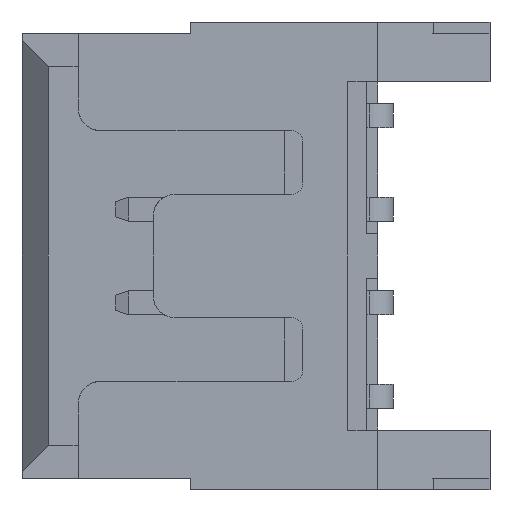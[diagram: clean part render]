
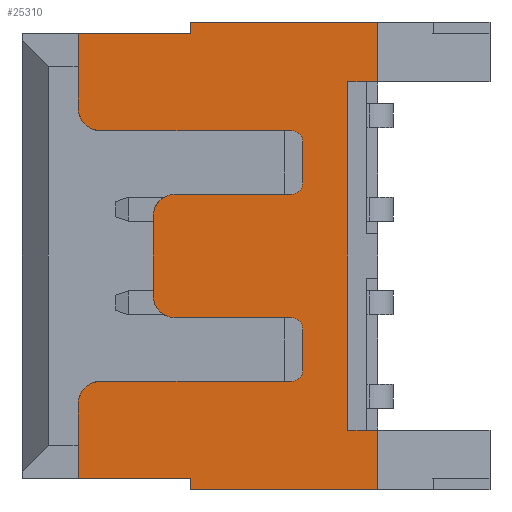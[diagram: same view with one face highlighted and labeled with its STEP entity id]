
A CAD part, left-side view. The second image highlights one B-rep face of the part: STEP entity #25310.
In plain terms, the highlighted planar face has unit normal (-1, 0, 0).
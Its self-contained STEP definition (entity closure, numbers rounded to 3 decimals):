
#360=CARTESIAN_POINT('',(0.,16.,-27.6));
#370=VERTEX_POINT('',#360);
#400=CARTESIAN_POINT('',(0.,0.,-27.6));
#410=DIRECTION('',(0.,1.,-0.));
#420=VECTOR('',#410,1.);
#430=LINE('',#400,#420);
#440=CARTESIAN_POINT('',(0.,19.,-27.6));
#450=VERTEX_POINT('',#440);
#460=EDGE_CURVE('',#370,#450,#430,.T.);
#1680=CARTESIAN_POINT('',(0.,11.,-27.3));
#1690=VERTEX_POINT('',#1680);
#1860=CARTESIAN_POINT('',(0.,11.,-28.9));
#1870=VERTEX_POINT('',#1860);
#1900=CARTESIAN_POINT('',(0.,11.,0.));
#1910=DIRECTION('',(-0.,0.,-1.));
#1920=VECTOR('',#1910,1.);
#1930=LINE('',#1900,#1920);
#1940=EDGE_CURVE('',#1690,#1870,#1930,.T.);
#3150=CARTESIAN_POINT('',(0.,18.4,-29.6));
#3160=DIRECTION('',(-1.,0.,0.));
#3170=DIRECTION('',(0.,1.,0.));
#3180=AXIS2_PLACEMENT_3D('',#3150,#3160,#3170);
#3190=CIRCLE('',#3180,0.6);
#3200=CARTESIAN_POINT('',(0.,19.,-29.6));
#3210=VERTEX_POINT('',#3200);
#3220=CARTESIAN_POINT('',(0.,18.4,-30.2));
#3230=VERTEX_POINT('',#3220);
#3240=EDGE_CURVE('',#3210,#3230,#3190,.T.);
#5060=CARTESIAN_POINT('',(0.,0.,-27.3));
#5070=DIRECTION('',(0.,1.,-0.));
#5080=VECTOR('',#5070,1.);
#5090=LINE('',#5060,#5080);
#5100=CARTESIAN_POINT('',(0.,16.,-27.3));
#5110=VERTEX_POINT('',#5100);
#5120=EDGE_CURVE('',#1690,#5110,#5090,.T.);
#7270=CARTESIAN_POINT('',(0.,19.,0.));
#7280=DIRECTION('',(-0.,-0.,-1.));
#7290=VECTOR('',#7280,1.);
#7300=LINE('',#7270,#7290);
#7310=EDGE_CURVE('',#450,#3210,#7300,.T.);
#8210=CARTESIAN_POINT('',(0.,0.,-30.2));
#8220=DIRECTION('',(-0.,-1.,-0.));
#8230=VECTOR('',#8220,1.);
#8240=LINE('',#8210,#8230);
#8250=CARTESIAN_POINT('',(0.,13.3,-30.2));
#8260=VERTEX_POINT('',#8250);
#8270=EDGE_CURVE('',#3230,#8260,#8240,.T.);
#9330=CARTESIAN_POINT('',(0.,16.,0.));
#9340=DIRECTION('',(-0.,-0.,-1.));
#9350=VECTOR('',#9340,1.);
#9360=LINE('',#9330,#9350);
#9370=EDGE_CURVE('',#5110,#370,#9360,.T.);
#11060=CARTESIAN_POINT('',(0.,11.8,-28.9));
#11070=VERTEX_POINT('',#11060);
#11100=CARTESIAN_POINT('',(0.,0.,-28.9));
#11110=DIRECTION('',(-0.,-1.,-0.));
#11120=VECTOR('',#11110,1.);
#11130=LINE('',#11100,#11120);
#11140=EDGE_CURVE('',#11070,#1870,#11130,.T.);
#23250=CARTESIAN_POINT('',(0.,13.,0.));
#23260=DIRECTION('',(-0.,-0.,-1.));
#23270=VECTOR('',#23260,1.);
#23280=LINE('',#23250,#23270);
#23290=CARTESIAN_POINT('',(0.,13.,-35.5));
#23300=VERTEX_POINT('',#23290);
#23310=CARTESIAN_POINT('',(0.,13.,-36.6));
#23320=VERTEX_POINT('',#23310);
#23330=EDGE_CURVE('',#23300,#23320,#23280,.T.);
#23600=CARTESIAN_POINT('',(0.,19.2,-26.987
));
#23610=DIRECTION('',(-1.,0.,0.));
#23620=DIRECTION('',(0.,1.,0.));
#23630=AXIS2_PLACEMENT_3D('',#23600,#23610,#23620);
#23640=PLANE('',#23630);
#23650=CARTESIAN_POINT('',(0.,13.3,-31.6));
#23660=DIRECTION('',(1.,0.,0.));
#23670=DIRECTION('',(0.,-1.,0.));
#23680=AXIS2_PLACEMENT_3D('',#23650,#23660,#23670);
#23690=CIRCLE('',#23680,0.3);
#23700=CARTESIAN_POINT('',(0.,13.,-31.6));
#23710=VERTEX_POINT('',#23700);
#23720=CARTESIAN_POINT('',(0.,13.3,-31.9));
#23730=VERTEX_POINT('',#23720);
#23740=EDGE_CURVE('',#23710,#23730,#23690,.T.);
#23750=ORIENTED_EDGE('',*,*,#23740,.T.);
#23760=CARTESIAN_POINT('',(0.,13.,0.));
#23770=DIRECTION('',(0.,0.,-1.));
#23780=VECTOR('',#23770,1.);
#23790=LINE('',#23760,#23780);
#23800=CARTESIAN_POINT('',(0.,13.,-30.5));
#23810=VERTEX_POINT('',#23800);
#23820=EDGE_CURVE('',#23810,#23710,#23790,.T.);
#23830=ORIENTED_EDGE('',*,*,#23820,.T.);
#23840=CARTESIAN_POINT('',(0.,13.3,-30.5));
#23850=DIRECTION('',(-1.,0.,0.));
#23860=DIRECTION('',(0.,1.,0.));
#23870=AXIS2_PLACEMENT_3D('',#23840,#23850,#23860);
#23880=CIRCLE('',#23870,0.3);
#23890=EDGE_CURVE('',#23810,#8260,#23880,.T.);
#23900=ORIENTED_EDGE('',*,*,#23890,.F.);
#23910=ORIENTED_EDGE('',*,*,#8270,.T.);
#23920=ORIENTED_EDGE('',*,*,#3240,.T.);
#23930=ORIENTED_EDGE('',*,*,#7310,.T.);
#23940=ORIENTED_EDGE('',*,*,#460,.T.);
#23950=ORIENTED_EDGE('',*,*,#9370,.T.);
#23960=ORIENTED_EDGE('',*,*,#5120,.T.);
#23970=ORIENTED_EDGE('',*,*,#1940,.F.);
#23980=ORIENTED_EDGE('',*,*,#11140,.T.);
#23990=CARTESIAN_POINT('',(0.,11.8,0.));
#24000=DIRECTION('',(0.,0.,1.));
#24010=VECTOR('',#24000,1.);
#24020=LINE('',#23990,#24010);
#24030=CARTESIAN_POINT('',(0.,11.8,-38.2));
#24040=VERTEX_POINT('',#24030);
#24050=EDGE_CURVE('',#24040,#11070,#24020,.T.);
#24060=ORIENTED_EDGE('',*,*,#24050,.T.);
#24070=CARTESIAN_POINT('',(0.,0.,-38.2));
#24080=DIRECTION('',(0.,1.,-0.));
#24090=VECTOR('',#24080,1.);
#24100=LINE('',#24070,#24090);
#24110=CARTESIAN_POINT('',(0.,11.,-38.2));
#24120=VERTEX_POINT('',#24110);
#24130=EDGE_CURVE('',#24120,#24040,#24100,.T.);
#24140=ORIENTED_EDGE('',*,*,#24130,.T.);
#24150=CARTESIAN_POINT('',(0.,11.,0.));
#24160=DIRECTION('',(-0.,-0.,-1.));
#24170=VECTOR('',#24160,1.);
#24180=LINE('',#24150,#24170);
#24190=CARTESIAN_POINT('',(0.,11.,-39.8));
#24200=VERTEX_POINT('',#24190);
#24210=EDGE_CURVE('',#24120,#24200,#24180,.T.);
#24220=ORIENTED_EDGE('',*,*,#24210,.F.);
#24230=CARTESIAN_POINT('',(0.,0.,-39.8));
#24240=DIRECTION('',(0.,-1.,-0.));
#24250=VECTOR('',#24240,1.);
#24260=LINE('',#24230,#24250);
#24270=CARTESIAN_POINT('',(0.,16.,-39.8));
#24280=VERTEX_POINT('',#24270);
#24290=EDGE_CURVE('',#24280,#24200,#24260,.T.);
#24300=ORIENTED_EDGE('',*,*,#24290,.T.);
#24310=CARTESIAN_POINT('',(0.,16.,0.));
#24320=DIRECTION('',(0.,0.,-1.));
#24330=VECTOR('',#24320,1.);
#24340=LINE('',#24310,#24330);
#24350=CARTESIAN_POINT('',(0.,16.,-39.5));
#24360=VERTEX_POINT('',#24350);
#24370=EDGE_CURVE('',#24360,#24280,#24340,.T.);
#24380=ORIENTED_EDGE('',*,*,#24370,.T.);
#24390=CARTESIAN_POINT('',(0.,0.,-39.5));
#24400=DIRECTION('',(0.,-1.,-0.));
#24410=VECTOR('',#24400,1.);
#24420=LINE('',#24390,#24410);
#24430=CARTESIAN_POINT('',(0.,19.,-39.5));
#24440=VERTEX_POINT('',#24430);
#24450=EDGE_CURVE('',#24440,#24360,#24420,.T.);
#24460=ORIENTED_EDGE('',*,*,#24450,.T.);
#24470=CARTESIAN_POINT('',(0.,19.,0.));
#24480=DIRECTION('',(0.,0.,-1.));
#24490=VECTOR('',#24480,1.);
#24500=LINE('',#24470,#24490);
#24510=CARTESIAN_POINT('',(0.,19.,-37.5));
#24520=VERTEX_POINT('',#24510);
#24530=EDGE_CURVE('',#24520,#24440,#24500,.T.);
#24540=ORIENTED_EDGE('',*,*,#24530,.T.);
#24550=CARTESIAN_POINT('',(0.,18.4,-37.5));
#24560=DIRECTION('',(1.,0.,0.));
#24570=DIRECTION('',(0.,-1.,0.));
#24580=AXIS2_PLACEMENT_3D('',#24550,#24560,#24570);
#24590=CIRCLE('',#24580,0.6);
#24600=CARTESIAN_POINT('',(0.,18.4,-36.9));
#24610=VERTEX_POINT('',#24600);
#24620=EDGE_CURVE('',#24520,#24610,#24590,.T.);
#24630=ORIENTED_EDGE('',*,*,#24620,.F.);
#24640=CARTESIAN_POINT('',(0.,0.,-36.9));
#24650=DIRECTION('',(0.,1.,-0.));
#24660=VECTOR('',#24650,1.);
#24670=LINE('',#24640,#24660);
#24680=CARTESIAN_POINT('',(0.,13.3,-36.9));
#24690=VERTEX_POINT('',#24680);
#24700=EDGE_CURVE('',#24690,#24610,#24670,.T.);
#24710=ORIENTED_EDGE('',*,*,#24700,.T.);
#24720=CARTESIAN_POINT('',(0.,13.3,-36.6));
#24730=DIRECTION('',(1.,0.,0.));
#24740=DIRECTION('',(0.,-1.,0.));
#24750=AXIS2_PLACEMENT_3D('',#24720,#24730,#24740);
#24760=CIRCLE('',#24750,0.3);
#24770=EDGE_CURVE('',#23320,#24690,#24760,.T.);
#24780=ORIENTED_EDGE('',*,*,#24770,.T.);
#24790=ORIENTED_EDGE('',*,*,#23330,.T.);
#24800=CARTESIAN_POINT('',(0.,13.3,-35.5));
#24810=DIRECTION('',(-1.,0.,0.));
#24820=DIRECTION('',(0.,1.,0.));
#24830=AXIS2_PLACEMENT_3D('',#24800,#24810,#24820);
#24840=CIRCLE('',#24830,0.3);
#24850=CARTESIAN_POINT('',(0.,13.3,-35.2));
#24860=VERTEX_POINT('',#24850);
#24870=EDGE_CURVE('',#23300,#24860,#24840,.T.);
#24880=ORIENTED_EDGE('',*,*,#24870,.F.);
#24890=CARTESIAN_POINT('',(0.,0.,-35.2));
#24900=DIRECTION('',(-0.,1.,0.));
#24910=VECTOR('',#24900,1.);
#24920=LINE('',#24890,#24910);
#24930=CARTESIAN_POINT('',(0.,16.4,-35.2));
#24940=VERTEX_POINT('',#24930);
#24950=EDGE_CURVE('',#24860,#24940,#24920,.T.);
#24960=ORIENTED_EDGE('',*,*,#24950,.F.);
#24970=CARTESIAN_POINT('',(0.,16.4,-34.6));
#24980=DIRECTION('',(-1.,0.,0.));
#24990=DIRECTION('',(0.,1.,0.));
#25000=AXIS2_PLACEMENT_3D('',#24970,#24980,#24990);
#25010=CIRCLE('',#25000,0.6);
#25020=CARTESIAN_POINT('',(0.,17.,-34.6));
#25030=VERTEX_POINT('',#25020);
#25040=EDGE_CURVE('',#25030,#24940,#25010,.T.);
#25050=ORIENTED_EDGE('',*,*,#25040,.T.);
#25060=CARTESIAN_POINT('',(0.,17.,0.));
#25070=DIRECTION('',(0.,0.,-1.));
#25080=VECTOR('',#25070,1.);
#25090=LINE('',#25060,#25080);
#25100=CARTESIAN_POINT('',(0.,17.,-32.5));
#25110=VERTEX_POINT('',#25100);
#25120=EDGE_CURVE('',#25110,#25030,#25090,.T.);
#25130=ORIENTED_EDGE('',*,*,#25120,.T.);
#25140=CARTESIAN_POINT('',(0.,16.4,-32.5));
#25150=DIRECTION('',(1.,0.,0.));
#25160=DIRECTION('',(0.,-1.,0.));
#25170=AXIS2_PLACEMENT_3D('',#25140,#25150,#25160);
#25180=CIRCLE('',#25170,0.6);
#25190=CARTESIAN_POINT('',(0.,16.4,-31.9));
#25200=VERTEX_POINT('',#25190);
#25210=EDGE_CURVE('',#25110,#25200,#25180,.T.);
#25220=ORIENTED_EDGE('',*,*,#25210,.F.);
#25230=CARTESIAN_POINT('',(0.,0.,-31.9));
#25240=DIRECTION('',(0.,1.,-0.));
#25250=VECTOR('',#25240,1.);
#25260=LINE('',#25230,#25250);
#25270=EDGE_CURVE('',#23730,#25200,#25260,.T.);
#25280=ORIENTED_EDGE('',*,*,#25270,.T.);
#25290=EDGE_LOOP('',(#25280,#25220,#25130,#25050,#24960,#24880,#24790,
#24780,#24710,#24630,#24540,#24460,#24380,#24300,#24220,#24140,#24060,
#23980,#23970,#23960,#23950,#23940,#23930,#23920,#23910,#23900,#23830,
#23750));
#25300=FACE_OUTER_BOUND('',#25290,.T.);
#25310=ADVANCED_FACE('',(#25300),#23640,.T.);
